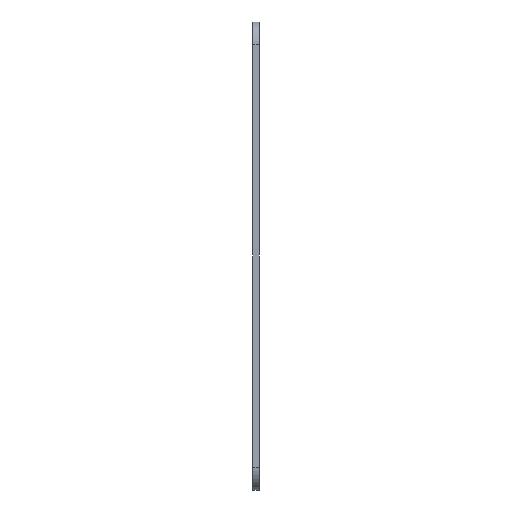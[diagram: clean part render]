
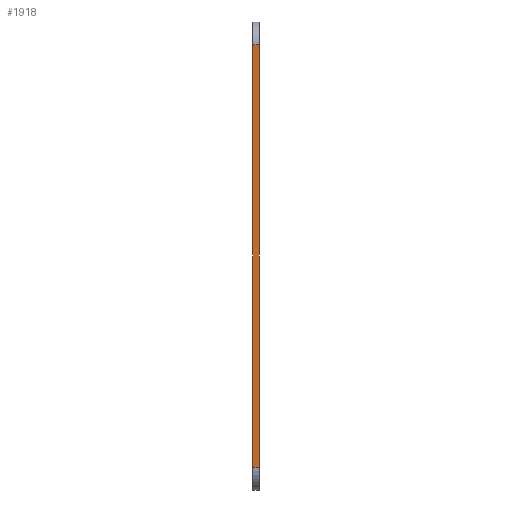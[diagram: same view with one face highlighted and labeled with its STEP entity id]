
A CAD part, left-side view. The second image highlights one B-rep face of the part: STEP entity #1918.
In plain terms, the highlighted planar face has unit normal (-1, 0, 0).
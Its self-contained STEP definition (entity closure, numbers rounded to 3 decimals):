
#264=FACE_OUTER_BOUND('',#372,.T.);
#372=EDGE_LOOP('',(#1671,#1672,#1673,#1674));
#406=LINE('',#2713,#594);
#451=LINE('',#2888,#639);
#457=LINE('',#2904,#645);
#573=LINE('',#3216,#761);
#594=VECTOR('',#2154,10.);
#639=VECTOR('',#2289,10.);
#645=VECTOR('',#2305,10.);
#761=VECTOR('',#2659,10.);
#780=VERTEX_POINT('',#2710);
#781=VERTEX_POINT('',#2712);
#866=VERTEX_POINT('',#2886);
#870=VERTEX_POINT('',#2900);
#969=EDGE_CURVE('',#780,#781,#406,.T.);
#1057=EDGE_CURVE('',#866,#780,#451,.T.);
#1065=EDGE_CURVE('',#781,#870,#457,.T.);
#1221=EDGE_CURVE('',#870,#866,#573,.T.);
#1671=ORIENTED_EDGE('',*,*,#1057,.F.);
#1672=ORIENTED_EDGE('',*,*,#1221,.F.);
#1673=ORIENTED_EDGE('',*,*,#1065,.F.);
#1674=ORIENTED_EDGE('',*,*,#969,.F.);
#1824=PLANE('',#2114);
#1918=ADVANCED_FACE('',(#264),#1824,.T.);
#2114=AXIS2_PLACEMENT_3D('',#3215,#2657,#2658);
#2154=DIRECTION('',(0.,0.,-1.));
#2289=DIRECTION('',(0.,-1.,0.));
#2305=DIRECTION('',(0.,1.,0.));
#2657=DIRECTION('center_axis',(-1.,0.,0.));
#2658=DIRECTION('ref_axis',(0.,0.,1.));
#2659=DIRECTION('',(0.,0.,1.));
#2710=CARTESIAN_POINT('',(-11.274,0.,64.329));
#2712=CARTESIAN_POINT('',(-11.274,0.,-27.671));
#2713=CARTESIAN_POINT('',(-11.274,0.,69.329));
#2886=CARTESIAN_POINT('',(-11.274,1.5,64.329));
#2888=CARTESIAN_POINT('',(-11.274,0.,64.329));
#2900=CARTESIAN_POINT('',(-11.274,1.5,-27.671));
#2904=CARTESIAN_POINT('',(-11.274,0.,-27.671));
#3215=CARTESIAN_POINT('Origin',(-11.274,0.,-32.671));
#3216=CARTESIAN_POINT('',(-11.274,1.5,69.329));
